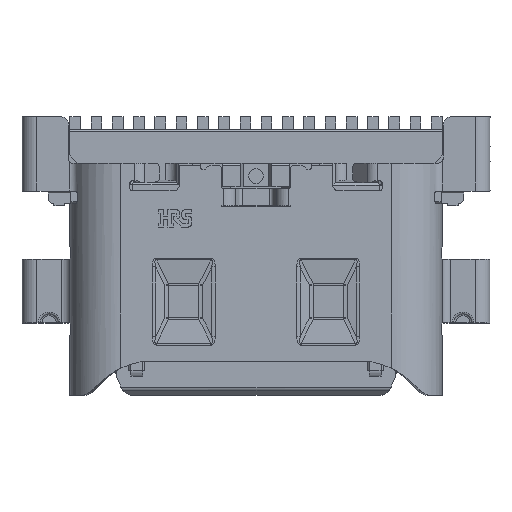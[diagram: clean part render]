
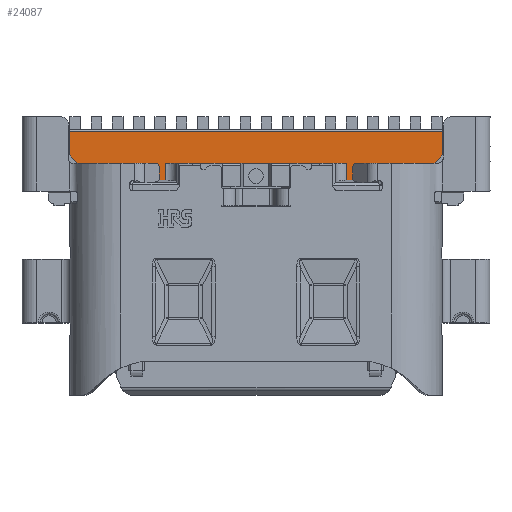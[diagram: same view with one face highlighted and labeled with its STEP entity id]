
A CAD part, top view. The second image highlights one B-rep face of the part: STEP entity #24087.
In plain terms, the highlighted planar face has unit normal (0, 0, 1).
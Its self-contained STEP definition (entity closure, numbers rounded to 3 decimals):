
#2668=FACE_OUTER_BOUND('',#3984,.T.);
#3984=EDGE_LOOP('',(#20404,#20405,#20406,#20407,#20408,#20409,#20410,#20411,
#20412,#20413,#20414,#20415,#20416,#20417,#20418,#20419,#20420,#20421));
#4583=LINE('',#33305,#7054);
#5038=LINE('',#37917,#7509);
#5040=LINE('',#37925,#7511);
#6055=LINE('',#45539,#8526);
#6316=LINE('',#46135,#8787);
#6320=LINE('',#46150,#8791);
#6322=LINE('',#46154,#8793);
#6324=LINE('',#46159,#8795);
#6325=LINE('',#46161,#8796);
#6326=LINE('',#46163,#8797);
#6327=LINE('',#46165,#8798);
#6328=LINE('',#46167,#8799);
#6329=LINE('',#46169,#8800);
#6330=LINE('',#46170,#8801);
#6331=LINE('',#46172,#8802);
#6332=LINE('',#46173,#8803);
#6333=LINE('',#46175,#8804);
#6334=LINE('',#46176,#8805);
#7054=VECTOR('',#26632,1.);
#7509=VECTOR('',#28039,1.);
#7511=VECTOR('',#28045,1.);
#8526=VECTOR('',#31024,1.);
#8787=VECTOR('',#31467,1.);
#8791=VECTOR('',#31483,1.);
#8793=VECTOR('',#31487,1.);
#8795=VECTOR('',#31491,1.);
#8796=VECTOR('',#31492,1.);
#8797=VECTOR('',#31493,1.);
#8798=VECTOR('',#31494,1.);
#8799=VECTOR('',#31495,1.);
#8800=VECTOR('',#31496,1.);
#8801=VECTOR('',#31497,1.);
#8802=VECTOR('',#31498,1.);
#8803=VECTOR('',#31499,1.);
#8804=VECTOR('',#31500,1.);
#8805=VECTOR('',#31501,1.);
#9531=VERTEX_POINT('',#33302);
#9532=VERTEX_POINT('',#33304);
#10175=VERTEX_POINT('',#37914);
#10176=VERTEX_POINT('',#37916);
#10179=VERTEX_POINT('',#37922);
#10180=VERTEX_POINT('',#37924);
#11053=VERTEX_POINT('',#45532);
#11261=VERTEX_POINT('',#46147);
#11263=VERTEX_POINT('',#46153);
#11264=VERTEX_POINT('',#46157);
#11265=VERTEX_POINT('',#46158);
#11266=VERTEX_POINT('',#46160);
#11267=VERTEX_POINT('',#46162);
#11268=VERTEX_POINT('',#46164);
#11269=VERTEX_POINT('',#46166);
#11270=VERTEX_POINT('',#46168);
#11271=VERTEX_POINT('',#46171);
#11272=VERTEX_POINT('',#46174);
#11760=EDGE_CURVE('',#9531,#9532,#4583,.T.);
#12590=EDGE_CURVE('',#10176,#10175,#5038,.T.);
#12594=EDGE_CURVE('',#10179,#10180,#5040,.T.);
#14146=EDGE_CURVE('',#9532,#11053,#6055,.T.);
#14437=EDGE_CURVE('',#10176,#10179,#6316,.T.);
#14445=EDGE_CURVE('',#11261,#10175,#6320,.T.);
#14447=EDGE_CURVE('',#11053,#11263,#6322,.T.);
#14449=EDGE_CURVE('',#11264,#11265,#6324,.T.);
#14450=EDGE_CURVE('',#11264,#11266,#6325,.T.);
#14451=EDGE_CURVE('',#11267,#11266,#6326,.T.);
#14452=EDGE_CURVE('',#11268,#11267,#6327,.T.);
#14453=EDGE_CURVE('',#11268,#11269,#6328,.T.);
#14454=EDGE_CURVE('',#11269,#11270,#6329,.T.);
#14455=EDGE_CURVE('',#10180,#11270,#6330,.T.);
#14456=EDGE_CURVE('',#11261,#11271,#6331,.T.);
#14457=EDGE_CURVE('',#11263,#11271,#6332,.T.);
#14458=EDGE_CURVE('',#9531,#11272,#6333,.T.);
#14459=EDGE_CURVE('',#11265,#11272,#6334,.T.);
#20404=ORIENTED_EDGE('',*,*,#14449,.F.);
#20405=ORIENTED_EDGE('',*,*,#14450,.T.);
#20406=ORIENTED_EDGE('',*,*,#14451,.F.);
#20407=ORIENTED_EDGE('',*,*,#14452,.F.);
#20408=ORIENTED_EDGE('',*,*,#14453,.T.);
#20409=ORIENTED_EDGE('',*,*,#14454,.T.);
#20410=ORIENTED_EDGE('',*,*,#14455,.F.);
#20411=ORIENTED_EDGE('',*,*,#12594,.F.);
#20412=ORIENTED_EDGE('',*,*,#14437,.F.);
#20413=ORIENTED_EDGE('',*,*,#12590,.T.);
#20414=ORIENTED_EDGE('',*,*,#14445,.F.);
#20415=ORIENTED_EDGE('',*,*,#14456,.T.);
#20416=ORIENTED_EDGE('',*,*,#14457,.F.);
#20417=ORIENTED_EDGE('',*,*,#14447,.F.);
#20418=ORIENTED_EDGE('',*,*,#14146,.F.);
#20419=ORIENTED_EDGE('',*,*,#11760,.F.);
#20420=ORIENTED_EDGE('',*,*,#14458,.T.);
#20421=ORIENTED_EDGE('',*,*,#14459,.F.);
#22861=PLANE('',#26072);
#24087=ADVANCED_FACE('',(#2668),#22861,.T.);
#26072=AXIS2_PLACEMENT_3D('',#46156,#31489,#31490);
#26632=DIRECTION('',(1.,0.,0.));
#28039=DIRECTION('',(-1.,0.,0.));
#28045=DIRECTION('',(1.,0.,0.));
#31024=DIRECTION('',(0.707,-0.707,0.));
#31467=DIRECTION('',(1.,0.,0.));
#31483=DIRECTION('',(0.707,0.707,0.));
#31487=DIRECTION('',(0.,-1.,0.));
#31489=DIRECTION('center_axis',(0.,0.,
1.));
#31490=DIRECTION('ref_axis',(1.,0.,0.));
#31491=DIRECTION('',(0.,-1.,0.));
#31492=DIRECTION('',(-1.,0.,0.));
#31493=DIRECTION('',(0.,1.,0.));
#31494=DIRECTION('',(1.,0.,0.));
#31495=DIRECTION('',(0.,1.,0.));
#31496=DIRECTION('',(-1.,0.,0.));
#31497=DIRECTION('',(0.,1.,0.));
#31498=DIRECTION('',(0.,-1.,0.));
#31499=DIRECTION('',(-1.,0.,0.));
#31500=DIRECTION('',(-1.,0.,0.));
#31501=DIRECTION('',(1.,0.,0.));
#33302=CARTESIAN_POINT('',(44.444,48.45,0.875));
#33304=CARTESIAN_POINT('',(44.61,48.45,0.875));
#33305=CARTESIAN_POINT('',(0.,48.45,0.875));
#37914=CARTESIAN_POINT('',(36.22,48.45,0.875));
#37916=CARTESIAN_POINT('',(36.386,48.45,0.875));
#37917=CARTESIAN_POINT('',(0.,48.45,0.875));
#37922=CARTESIAN_POINT('',(36.422,48.45,0.875));
#37924=CARTESIAN_POINT('',(37.815,48.45,0.875));
#37925=CARTESIAN_POINT('',(40.465,48.45,0.875));
#45532=CARTESIAN_POINT('',(44.81,48.25,0.875));
#45539=CARTESIAN_POINT('',(40.465,52.595,0.875));
#46135=CARTESIAN_POINT('',(40.465,48.45,0.875));
#46147=CARTESIAN_POINT('',(36.02,48.25,0.875));
#46150=CARTESIAN_POINT('',(37.02,49.25,0.875));
#46153=CARTESIAN_POINT('',(44.81,47.7,0.875));
#46154=CARTESIAN_POINT('',(44.81,49.25,0.875));
#46156=CARTESIAN_POINT('Origin',(43.015,48.45,0.875));
#46157=CARTESIAN_POINT('',(43.015,48.85,0.875));
#46158=CARTESIAN_POINT('',(43.015,48.45,0.875));
#46159=CARTESIAN_POINT('',(43.015,49.25,0.875));
#46160=CARTESIAN_POINT('',(42.535,48.85,0.875));
#46161=CARTESIAN_POINT('',(42.775,48.85,0.875));
#46162=CARTESIAN_POINT('',(42.535,48.45,0.875));
#46163=CARTESIAN_POINT('',(42.535,49.25,0.875));
#46164=CARTESIAN_POINT('',(38.295,48.45,0.875));
#46165=CARTESIAN_POINT('',(40.465,48.45,0.875));
#46166=CARTESIAN_POINT('',(38.295,48.85,0.875));
#46167=CARTESIAN_POINT('',(38.295,49.25,0.875));
#46168=CARTESIAN_POINT('',(37.815,48.85,0.875));
#46169=CARTESIAN_POINT('',(38.055,48.85,0.875));
#46170=CARTESIAN_POINT('',(37.815,49.25,0.875));
#46171=CARTESIAN_POINT('',(36.02,47.7,0.875));
#46172=CARTESIAN_POINT('',(36.02,49.25,0.875));
#46173=CARTESIAN_POINT('',(38.237,47.7,0.875));
#46174=CARTESIAN_POINT('',(44.408,48.45,0.875));
#46175=CARTESIAN_POINT('',(40.465,48.45,0.875));
#46176=CARTESIAN_POINT('',(40.465,48.45,0.875));
